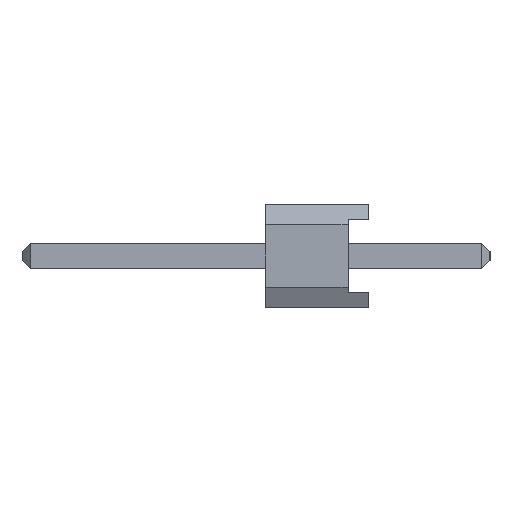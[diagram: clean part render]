
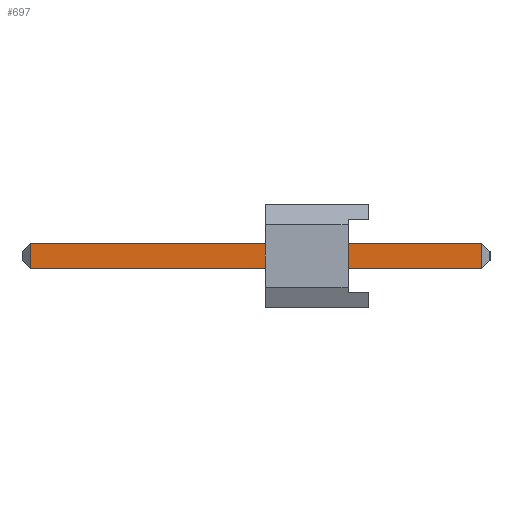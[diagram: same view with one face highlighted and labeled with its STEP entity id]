
A CAD part, left-side view. The second image highlights one B-rep face of the part: STEP entity #697.
In plain terms, the highlighted face is planar.
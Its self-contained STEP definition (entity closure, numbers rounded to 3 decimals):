
#171=FACE_OUTER_BOUND('',#203,.T.);
#203=EDGE_LOOP('',(#531,#532,#533,#534));
#232=LINE('',#1083,#308);
#249=LINE('',#1118,#325);
#250=LINE('',#1120,#326);
#251=LINE('',#1121,#327);
#308=VECTOR('',#865,1000.);
#325=VECTOR('',#894,1000.);
#326=VECTOR('',#895,1000.);
#327=VECTOR('',#896,1000.);
#384=VERTEX_POINT('',#1080);
#385=VERTEX_POINT('',#1082);
#397=VERTEX_POINT('',#1117);
#398=VERTEX_POINT('',#1119);
#432=EDGE_CURVE('',#385,#384,#232,.T.);
#449=EDGE_CURVE('',#385,#397,#249,.T.);
#450=EDGE_CURVE('',#384,#398,#250,.T.);
#451=EDGE_CURVE('',#398,#397,#251,.T.);
#531=ORIENTED_EDGE('',*,*,#449,.F.);
#532=ORIENTED_EDGE('',*,*,#432,.T.);
#533=ORIENTED_EDGE('',*,*,#450,.T.);
#534=ORIENTED_EDGE('',*,*,#451,.T.);
#665=PLANE('',#795);
#697=ADVANCED_FACE('',(#171),#665,.F.);
#795=AXIS2_PLACEMENT_3D('',#1116,#892,#893);
#865=DIRECTION('',(0.,1.,0.));
#892=DIRECTION('center_axis',(-1.,0.,0.));
#893=DIRECTION('ref_axis',(0.,0.,1.));
#894=DIRECTION('',(0.,0.,1.));
#895=DIRECTION('',(0.,0.,1.));
#896=DIRECTION('',(0.,-1.,0.));
#1080=CARTESIAN_POINT('',(0.32,0.32,-5.57));
#1082=CARTESIAN_POINT('',(0.32,-0.32,-5.57));
#1083=CARTESIAN_POINT('',(0.32,-0.32,-5.57));
#1116=CARTESIAN_POINT('Origin',(0.32,-0.32,-5.77));
#1117=CARTESIAN_POINT('',(0.32,-0.32,5.57));
#1118=CARTESIAN_POINT('',(0.32,-0.32,-5.77));
#1119=CARTESIAN_POINT('',(0.32,0.32,5.57));
#1120=CARTESIAN_POINT('',(0.32,0.32,-5.77));
#1121=CARTESIAN_POINT('',(0.32,-0.32,5.57));
